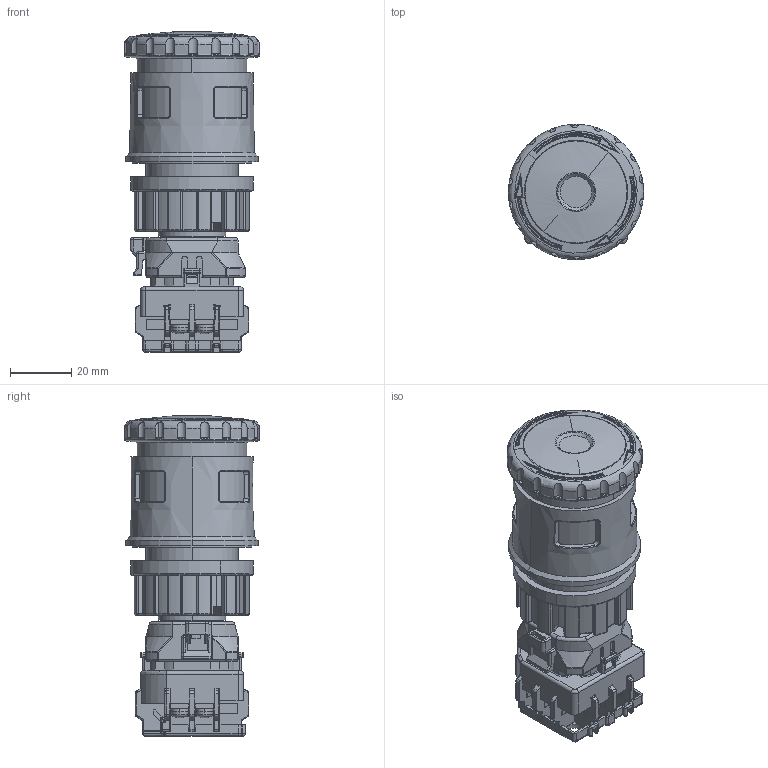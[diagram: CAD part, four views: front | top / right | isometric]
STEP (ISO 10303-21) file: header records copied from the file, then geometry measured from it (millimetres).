
FILE_DESCRIPTION((''),'2;1');
FILE_NAME('178424_ASM','2014-01-27T',('pdmadmin'),(''),'PRO/ENGINEER BY PARAMETRIC TECHNOLOGY CORPORATION, 2013230','PRO/ENGINEER BY PARAMETRIC TECHNOLOGY CORPORATION, 2013230','');
FILE_SCHEMA(('CONFIG_CONTROL_DESIGN'));
Length unit declared in the file: millimetre
Products named in the file (8): SSA-EB1M-XW-C; SSA-EB1M-XN-LOCKOUT-NUT-1; SSA-EB1M-39449; SSA-EB1M-39472_; SSA-EB1M-XN-LOCKOUT-HANDLE-BV-1_ASM; SSA-EB1M-XW9Z-VL2M-1; SSA-EB1M-XN-LOCKOUT-BODY-1; 178424_ASM
Assembly tree (7 placements, depth 3):
  178424_ASM
    SSA-EB1M-XW-C
    SSA-EB1M-XN-LOCKOUT-NUT-1
    SSA-EB1M-XN-LOCKOUT-HANDLE-BV-1_ASM
      SSA-EB1M-39449
      SSA-EB1M-39472_
    SSA-EB1M-XW9Z-VL2M-1
    SSA-EB1M-XN-LOCKOUT-BODY-1
Bounding box: 44 x 44 x 104.23 mm (x, y, z)
Volume: 77260.8 mm3; surface area: 38497.3 mm2
Topology: 4 solids, 6 shells, 1709 faces, 4624 edges, 2818 vertices
Faces by surface type: plane 671, cylinder 588, torus 157, sphere 88, revolution 64, bspline 61, cone 45, extrusion 35
Entity records: 60367 total; most frequent: CARTESIAN_POINT 18138, ORIENTED_EDGE 9032, DIRECTION 8599, EDGE_CURVE 4522, AXIS2_PLACEMENT_3D 3027, VERTEX_POINT 2813, VECTOR 2481, LINE 2446
